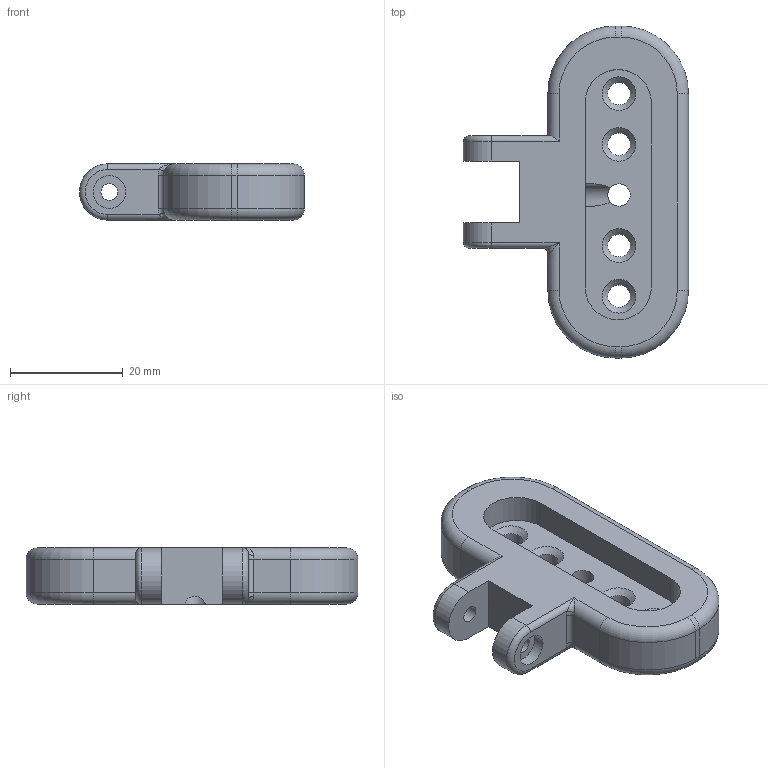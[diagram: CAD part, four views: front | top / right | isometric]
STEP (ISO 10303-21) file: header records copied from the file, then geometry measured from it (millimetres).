
FILE_DESCRIPTION(('FreeCAD Model'),'2;1');
FILE_NAME( 'Casquillo.step', '2020-12-06T03:18:38',('Author'),(''), 'Open CASCADE STEP processor 7.3','FreeCAD','Unknown');
FILE_SCHEMA(('AUTOMOTIVE_DESIGN { 1 0 10303 214 1 1 1 1 }'));
Length unit declared in the file: millimetre
Products named in the file (1): Casquillo
Bounding box: 40 x 59 x 10 mm (x, y, z)
Volume: 11933.9 mm3; surface area: 5566.1 mm2
Topology: 1 solids, 1 shells, 78 faces, 201 edges, 123 vertices
Faces by surface type: cylinder 32, plane 23, torus 12, cone 9, bspline 2
Full cylindrical faces by diameter (mm): 3 x2, 4 x6, 5.8 x1
Entity records: 6934 total; most frequent: CARTESIAN_POINT 3012, DIRECTION 716, ORIENTED_EDGE 398, PCURVE 398, DEFINITIONAL_REPRESENTATION 398, LINE 353, VECTOR 353, EDGE_CURVE 199
